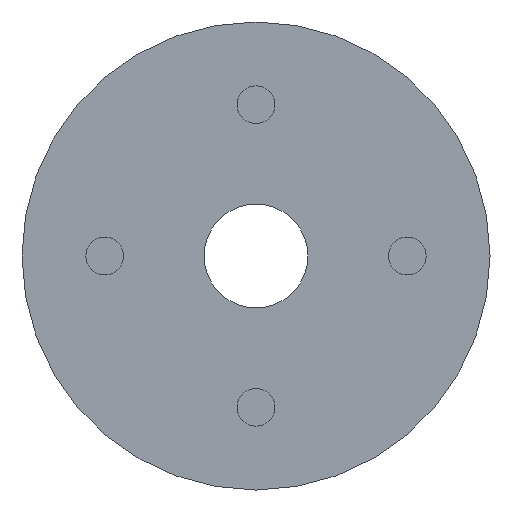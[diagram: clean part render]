
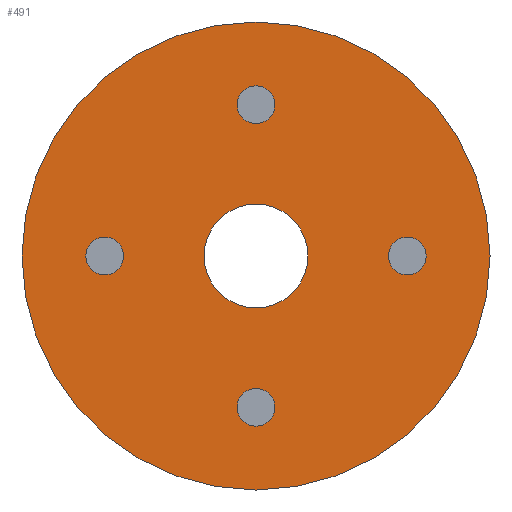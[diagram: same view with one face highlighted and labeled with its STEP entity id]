
A CAD part, front view. The second image highlights one B-rep face of the part: STEP entity #491.
In plain terms, the highlighted planar face has unit normal (0, -1, 0).
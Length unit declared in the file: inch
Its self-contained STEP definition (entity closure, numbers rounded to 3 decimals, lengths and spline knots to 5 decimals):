
#24=CARTESIAN_POINT('',(-1.16,0.,0.75));
#25=VERTEX_POINT('',#24);
#26=CARTESIAN_POINT('',(0.,0.,0.75));
#27=DIRECTION('',(0.,-1.,0.));
#28=DIRECTION('',(1.,0.,0.));
#29=AXIS2_PLACEMENT_3D('',#26,#27,#28);
#30=CIRCLE('',#29,1.16);
#31=EDGE_CURVE('',#25,#25,#30,.T.);
#343=CARTESIAN_POINT('',(0.2575,0.,0.75));
#344=VERTEX_POINT('',#343);
#345=CARTESIAN_POINT('',(0.,0.,0.75));
#346=DIRECTION('',(0.,-1.,0.));
#347=DIRECTION('',(1.,0.,0.));
#348=AXIS2_PLACEMENT_3D('',#345,#346,#347);
#349=CIRCLE('',#348,0.2575);
#350=EDGE_CURVE('',#344,#344,#349,.T.);
#368=CARTESIAN_POINT('',(0.,0.,1.5935));
#369=VERTEX_POINT('',#368);
#370=CARTESIAN_POINT('',(0.,0.,1.5));
#371=DIRECTION('',(0.,-1.,0.));
#372=DIRECTION('',(0.,0.,1.));
#373=AXIS2_PLACEMENT_3D('',#370,#371,#372);
#374=CIRCLE('',#373,0.0935);
#375=EDGE_CURVE('',#369,#369,#374,.T.);
#393=CARTESIAN_POINT('',(0.8435,0.,0.75));
#394=VERTEX_POINT('',#393);
#395=CARTESIAN_POINT('',(0.75,0.,0.75));
#396=DIRECTION('',(0.,-1.,0.));
#397=DIRECTION('',(1.,0.,0.));
#398=AXIS2_PLACEMENT_3D('',#395,#396,#397);
#399=CIRCLE('',#398,0.0935);
#400=EDGE_CURVE('',#394,#394,#399,.T.);
#418=CARTESIAN_POINT('',(0.,0.,-0.0935));
#419=VERTEX_POINT('',#418);
#420=CARTESIAN_POINT('',(0.,0.,0.));
#421=DIRECTION('',(0.,-1.,0.));
#422=DIRECTION('',(0.,0.,-1.));
#423=AXIS2_PLACEMENT_3D('',#420,#421,#422);
#424=CIRCLE('',#423,0.0935);
#425=EDGE_CURVE('',#419,#419,#424,.T.);
#443=CARTESIAN_POINT('',(-0.8435,0.,0.75));
#444=VERTEX_POINT('',#443);
#445=CARTESIAN_POINT('',(-0.75,0.,0.75));
#446=DIRECTION('',(0.,-1.,0.));
#447=DIRECTION('',(-1.,0.,0.));
#448=AXIS2_PLACEMENT_3D('',#445,#446,#447);
#449=CIRCLE('',#448,0.0935);
#450=EDGE_CURVE('',#444,#444,#449,.T.);
#468=ORIENTED_EDGE('',*,*,#31,.T.);
#469=EDGE_LOOP('',(#468));
#470=FACE_OUTER_BOUND('',#469,.T.);
#471=ORIENTED_EDGE('',*,*,#450,.F.);
#472=EDGE_LOOP('',(#471));
#473=FACE_BOUND('',#472,.T.);
#474=ORIENTED_EDGE('',*,*,#425,.F.);
#475=EDGE_LOOP('',(#474));
#476=FACE_BOUND('',#475,.T.);
#477=ORIENTED_EDGE('',*,*,#400,.F.);
#478=EDGE_LOOP('',(#477));
#479=FACE_BOUND('',#478,.T.);
#480=ORIENTED_EDGE('',*,*,#375,.F.);
#481=EDGE_LOOP('',(#480));
#482=FACE_BOUND('',#481,.T.);
#483=ORIENTED_EDGE('',*,*,#350,.F.);
#484=EDGE_LOOP('',(#483));
#485=FACE_BOUND('',#484,.T.);
#486=CARTESIAN_POINT('',(-0.83642,0.,0.71431));
#487=DIRECTION('',(0.,-1.,0.));
#488=DIRECTION('',(-1.,0.,0.));
#489=AXIS2_PLACEMENT_3D('',#486,#487,#488);
#490=PLANE('',#489);
#491=ADVANCED_FACE('',(#470,#473,#476,#479,#482,#485),#490,.T.);
